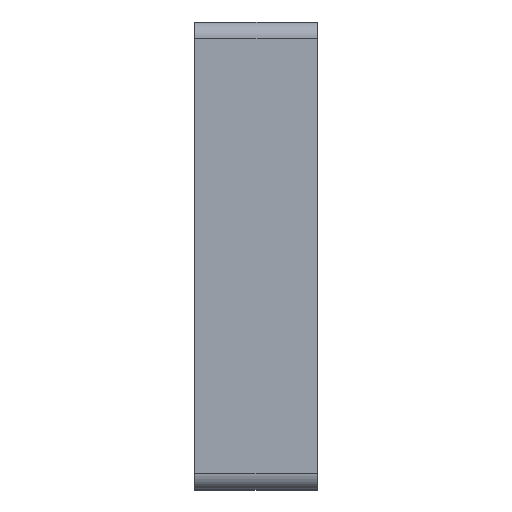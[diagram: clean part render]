
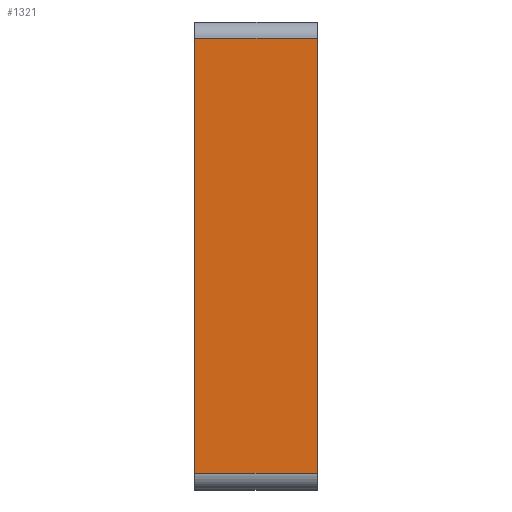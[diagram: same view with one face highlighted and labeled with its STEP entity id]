
A CAD part, top view. The second image highlights one B-rep face of the part: STEP entity #1321.
In plain terms, the highlighted planar face has unit normal (0, 0, 1).
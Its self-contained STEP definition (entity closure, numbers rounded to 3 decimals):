
#31 = EDGE_CURVE ( 'NONE', #665, #874, #1271, .T. ) ;
#32 = CARTESIAN_POINT ( 'NONE',  ( 8.75, 64.663, 10.337 ) ) ;
#126 = EDGE_CURVE ( 'NONE', #317, #665, #1176, .T. ) ;
#140 = LINE ( 'NONE', #440, #653 ) ;
#182 = EDGE_CURVE ( 'NONE', #317, #575, #894, .T. ) ;
#193 = VECTOR ( 'NONE', #273, 1000. ) ;
#201 = AXIS2_PLACEMENT_3D ( 'NONE', #867, #1277, #519 ) ;
#256 = ORIENTED_EDGE ( 'NONE', *, *, #126, .T. ) ;
#273 = DIRECTION ( 'NONE',  ( -1., 0., 0. ) ) ;
#317 = VERTEX_POINT ( 'NONE', #1025 ) ;
#328 = DIRECTION ( 'NONE',  ( 0., -1., 0. ) ) ;
#440 = CARTESIAN_POINT ( 'NONE',  ( -8.75, 0., 10.337 ) ) ;
#443 = FACE_OUTER_BOUND ( 'NONE', #890, .T. ) ;
#478 = CARTESIAN_POINT ( 'NONE',  ( -8.75, 2.337, 10.337 ) ) ;
#519 = DIRECTION ( 'NONE',  ( -1., 0., 0. ) ) ;
#575 = VERTEX_POINT ( 'NONE', #478 ) ;
#653 = VECTOR ( 'NONE', #328, 1000. ) ;
#662 = CARTESIAN_POINT ( 'NONE',  ( 8.75, 0., 10.337 ) ) ;
#665 = VERTEX_POINT ( 'NONE', #1105 ) ;
#737 = VECTOR ( 'NONE', #950, 1000. ) ;
#822 = EDGE_CURVE ( 'NONE', #874, #575, #140, .T. ) ;
#834 = ORIENTED_EDGE ( 'NONE', *, *, #182, .F. ) ;
#867 = CARTESIAN_POINT ( 'NONE',  ( 0., 0., 10.337 ) ) ;
#872 = DIRECTION ( 'NONE',  ( -1., 0., 0. ) ) ;
#874 = VERTEX_POINT ( 'NONE', #1060 ) ;
#890 = EDGE_LOOP ( 'NONE', ( #1231, #1045, #834, #256 ) ) ;
#894 = LINE ( 'NONE', #1203, #193 ) ;
#950 = DIRECTION ( 'NONE',  ( 0., 1., 0. ) ) ;
#1025 = CARTESIAN_POINT ( 'NONE',  ( 8.75, 2.337, 10.337 ) ) ;
#1045 = ORIENTED_EDGE ( 'NONE', *, *, #822, .T. ) ;
#1060 = CARTESIAN_POINT ( 'NONE',  ( -8.75, 64.663, 10.337 ) ) ;
#1105 = CARTESIAN_POINT ( 'NONE',  ( 8.75, 64.663, 10.337 ) ) ;
#1134 = VECTOR ( 'NONE', #872, 1000. ) ;
#1170 = PLANE ( 'NONE',  #201 ) ;
#1176 = LINE ( 'NONE', #662, #737 ) ;
#1203 = CARTESIAN_POINT ( 'NONE',  ( -8.75, 2.337, 10.337 ) ) ;
#1231 = ORIENTED_EDGE ( 'NONE', *, *, #31, .T. ) ;
#1271 = LINE ( 'NONE', #32, #1134 ) ;
#1277 = DIRECTION ( 'NONE',  ( 0., 0., -1. ) ) ;
#1321 = ADVANCED_FACE ( 'NONE', ( #443 ), #1170, .F. ) ;
